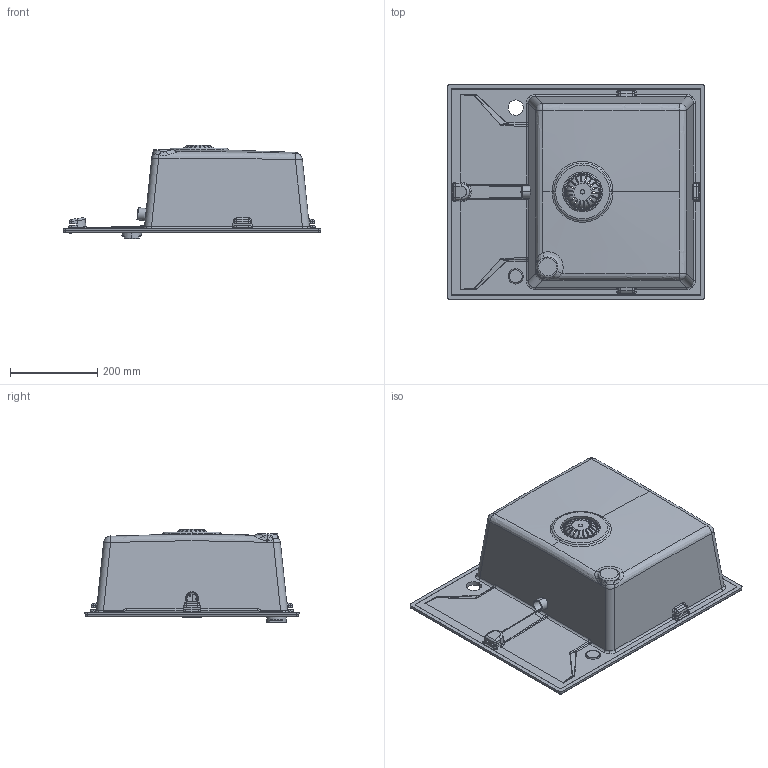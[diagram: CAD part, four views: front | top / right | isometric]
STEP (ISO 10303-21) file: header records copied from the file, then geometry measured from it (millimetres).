
FILE_DESCRIPTION (( 'STEP AP214' ), '1' );
FILE_NAME ('ZQN_X11A - S.STEP', '2021-09-16T14:02:42', ( '' ), ( '' ), 'SwSTEP 2.0', 'SolidWorks 2018', '' );
FILE_SCHEMA (( 'AUTOMOTIVE_DESIGN' ));
Length unit declared in the file: millimetre
Products named in the file (6): Blaszka z logo_Domy˜lna; Pokrêt³o korka_Domy˜lna; Maskowanica przelewu okr¹g³a zabudowana; Sitko du¿e_Domy˜lna; ZQN_X11A_Domy˜lna; ZQN_X11A - S
Assembly tree (5 placements, depth 2):
  ZQN_X11A - S
    ZQN_X11A_Domy˜lna
    Sitko du¿e_Domy˜lna
    Maskowanica przelewu okr¹g³a zabudowana
    Pokrêt³o korka_Domy˜lna
    Blaszka z logo_Domy˜lna
Bounding box: 590.01 x 490.01 x 214.2 mm (x, y, z)
Volume: 5225817.7 mm3; surface area: 1088448.5 mm2
Topology: 10 solids, 10 shells, 890 faces, 2411 edges, 1508 vertices
Faces by surface type: bspline 410, cylinder 180, plane 179, torus 51, sphere 39, cone 31
Entity records: 43130 total; most frequent: CARTESIAN_POINT 22497, ORIENTED_EDGE 4774, DIRECTION 2788, EDGE_CURVE 2387, VERTEX_POINT 1508, AXIS2_PLACEMENT_3D 1058, B_SPLINE_CURVE_WITH_KNOTS 977, EDGE_LOOP 929
